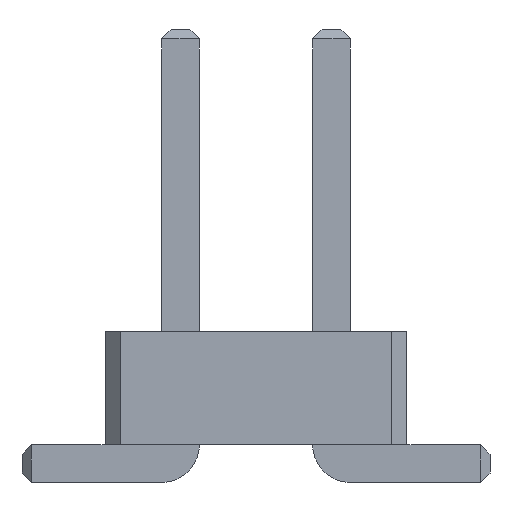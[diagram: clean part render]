
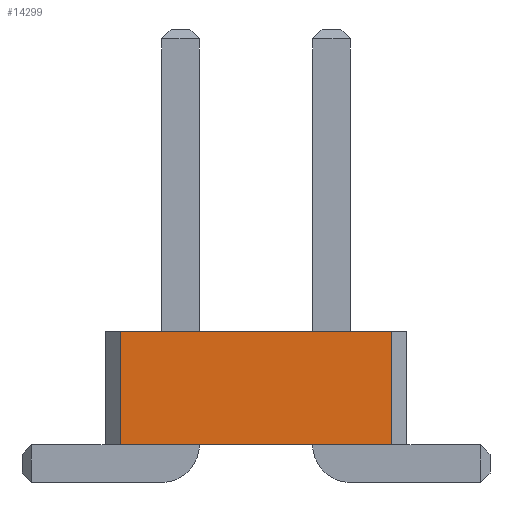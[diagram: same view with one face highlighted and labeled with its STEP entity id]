
A CAD part, front view. The second image highlights one B-rep face of the part: STEP entity #14299.
In plain terms, the highlighted planar face has unit normal (0, -1, 0).
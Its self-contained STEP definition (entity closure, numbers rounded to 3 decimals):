
#2582 = VERTEX_POINT('',#2583);
#2583 = CARTESIAN_POINT('',(1.8,-34.,0.5));
#2589 = EDGE_CURVE('',#2590,#2582,#2592,.T.);
#2590 = VERTEX_POINT('',#2591);
#2591 = CARTESIAN_POINT('',(-1.8,-34.,0.5));
#2592 = LINE('',#2593,#2594);
#2593 = CARTESIAN_POINT('',(-1.8,-34.,0.5));
#2594 = VECTOR('',#2595,1.);
#2595 = DIRECTION('',(1.,0.,0.));
#5838 = VERTEX_POINT('',#5839);
#5839 = CARTESIAN_POINT('',(1.8,-34.,2.));
#5845 = EDGE_CURVE('',#5846,#5838,#5848,.T.);
#5846 = VERTEX_POINT('',#5847);
#5847 = CARTESIAN_POINT('',(-1.8,-34.,2.));
#5848 = LINE('',#5849,#5850);
#5849 = CARTESIAN_POINT('',(-1.8,-34.,2.));
#5850 = VECTOR('',#5851,1.);
#5851 = DIRECTION('',(1.,0.,0.));
#14288 = EDGE_CURVE('',#2590,#5846,#14289,.T.);
#14289 = LINE('',#14290,#14291);
#14290 = CARTESIAN_POINT('',(-1.8,-34.,0.5));
#14291 = VECTOR('',#14292,1.);
#14292 = DIRECTION('',(0.,0.,1.));
#14299 = ADVANCED_FACE('',(#14300),#14311,.F.);
#14300 = FACE_BOUND('',#14301,.F.);
#14301 = EDGE_LOOP('',(#14302,#14303,#14304,#14310));
#14302 = ORIENTED_EDGE('',*,*,#14288,.T.);
#14303 = ORIENTED_EDGE('',*,*,#5845,.T.);
#14304 = ORIENTED_EDGE('',*,*,#14305,.F.);
#14305 = EDGE_CURVE('',#2582,#5838,#14306,.T.);
#14306 = LINE('',#14307,#14308);
#14307 = CARTESIAN_POINT('',(1.8,-34.,0.5));
#14308 = VECTOR('',#14309,1.);
#14309 = DIRECTION('',(0.,0.,1.));
#14310 = ORIENTED_EDGE('',*,*,#2589,.F.);
#14311 = PLANE('',#14312);
#14312 = AXIS2_PLACEMENT_3D('',#14313,#14314,#14315);
#14313 = CARTESIAN_POINT('',(-1.8,-34.,0.5));
#14314 = DIRECTION('',(0.,1.,0.));
#14315 = DIRECTION('',(1.,0.,0.));
